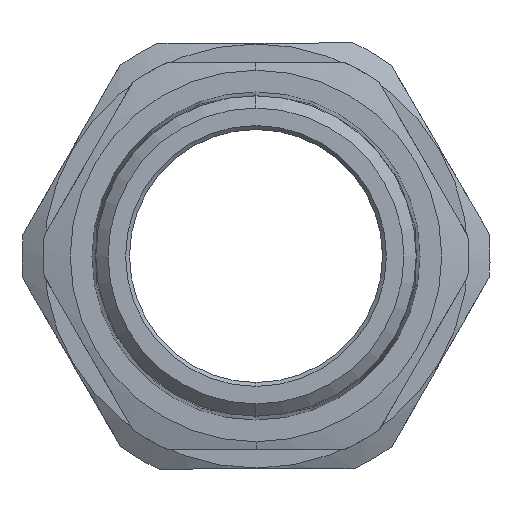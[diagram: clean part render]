
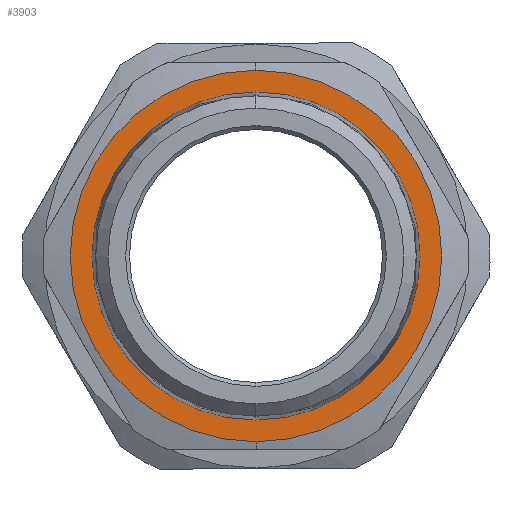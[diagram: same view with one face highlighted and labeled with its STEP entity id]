
A CAD part, left-side view. The second image highlights one B-rep face of the part: STEP entity #3903.
In plain terms, the highlighted planar face has unit normal (-1, 0, 0).
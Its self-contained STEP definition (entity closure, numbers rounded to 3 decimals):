
#375 = CARTESIAN_POINT ( 'NONE',  ( 25.9, 0., 0. ) ) ;
#392 = CARTESIAN_POINT ( 'NONE',  ( 25.9, 0., -21.2 ) ) ;
#486 = EDGE_CURVE ( 'NONE', #3504, #3696, #2905, .T. ) ;
#569 = DIRECTION ( 'NONE',  ( 0., 0., 1. ) ) ;
#571 = DIRECTION ( 'NONE',  ( 0., 0., 1. ) ) ;
#860 = ORIENTED_EDGE ( 'NONE', *, *, #486, .T. ) ;
#875 = DIRECTION ( 'NONE',  ( 0., 0., 1. ) ) ;
#884 = DIRECTION ( 'NONE',  ( 0., 0., 1. ) ) ;
#894 = EDGE_CURVE ( 'NONE', #3056, #2389, #1234, .T. ) ;
#898 = DIRECTION ( 'NONE',  ( -1., 0., 0. ) ) ;
#1022 = CARTESIAN_POINT ( 'NONE',  ( 25.9, 0., -24. ) ) ;
#1045 = DIRECTION ( 'NONE',  ( -1., 0., 0. ) ) ;
#1234 = CIRCLE ( 'NONE', #2375, 21.2 ) ;
#1237 = ORIENTED_EDGE ( 'NONE', *, *, #894, .F. ) ;
#1238 = CARTESIAN_POINT ( 'NONE',  ( 25.9, 0., 0. ) ) ;
#1651 = DIRECTION ( 'NONE',  ( -1., 0., 0. ) ) ;
#1701 = FACE_BOUND ( 'NONE', #3353, .T. ) ;
#1784 = AXIS2_PLACEMENT_3D ( 'NONE', #1238, #4088, #571 ) ;
#1885 = ORIENTED_EDGE ( 'NONE', *, *, #4239, .F. ) ;
#1958 = AXIS2_PLACEMENT_3D ( 'NONE', #2707, #1651, #569 ) ;
#2247 = FACE_OUTER_BOUND ( 'NONE', #4280, .T. ) ;
#2268 = CARTESIAN_POINT ( 'NONE',  ( 25.9, 0., 21.2 ) ) ;
#2289 = PLANE ( 'NONE',  #4259 ) ;
#2375 = AXIS2_PLACEMENT_3D ( 'NONE', #2609, #3317, #875 ) ;
#2389 = VERTEX_POINT ( 'NONE', #392 ) ;
#2565 = EDGE_CURVE ( 'NONE', #3696, #3504, #4091, .T. ) ;
#2609 = CARTESIAN_POINT ( 'NONE',  ( 25.9, 0., 0. ) ) ;
#2697 = CARTESIAN_POINT ( 'NONE',  ( 25.9, 0., 24. ) ) ;
#2707 = CARTESIAN_POINT ( 'NONE',  ( 25.9, 0., 0. ) ) ;
#2905 = CIRCLE ( 'NONE', #1958, 24. ) ;
#3056 = VERTEX_POINT ( 'NONE', #2268 ) ;
#3191 = DIRECTION ( 'NONE',  ( 0., 0., 1. ) ) ;
#3317 = DIRECTION ( 'NONE',  ( -1., 0., 0. ) ) ;
#3353 = EDGE_LOOP ( 'NONE', ( #1237, #1885 ) ) ;
#3504 = VERTEX_POINT ( 'NONE', #2697 ) ;
#3528 = CIRCLE ( 'NONE', #1784, 21.2 ) ;
#3582 = AXIS2_PLACEMENT_3D ( 'NONE', #375, #1045, #3191 ) ;
#3687 = CARTESIAN_POINT ( 'NONE',  ( 25.9, 0., -21.2 ) ) ;
#3696 = VERTEX_POINT ( 'NONE', #1022 ) ;
#3903 = ADVANCED_FACE ( 'NONE', ( #2247, #1701 ), #2289, .T. ) ;
#4088 = DIRECTION ( 'NONE',  ( -1., 0., 0. ) ) ;
#4091 = CIRCLE ( 'NONE', #3582, 24. ) ;
#4239 = EDGE_CURVE ( 'NONE', #2389, #3056, #3528, .T. ) ;
#4259 = AXIS2_PLACEMENT_3D ( 'NONE', #3687, #898, #884 ) ;
#4280 = EDGE_LOOP ( 'NONE', ( #860, #4418 ) ) ;
#4418 = ORIENTED_EDGE ( 'NONE', *, *, #2565, .T. ) ;
